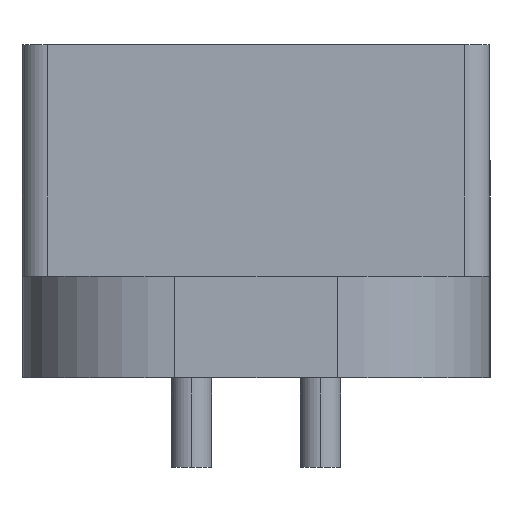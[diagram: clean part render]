
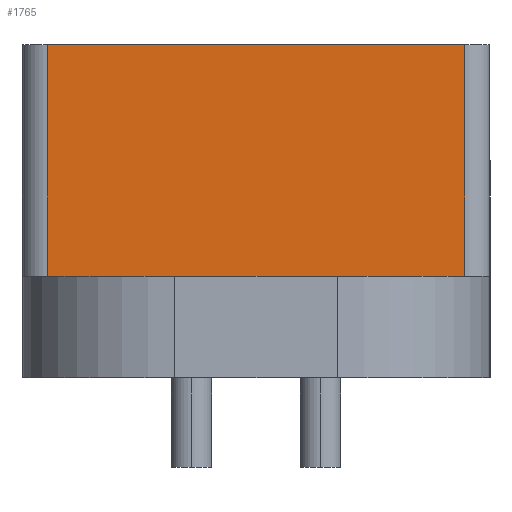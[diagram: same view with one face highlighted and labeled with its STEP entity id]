
A CAD part, left-side view. The second image highlights one B-rep face of the part: STEP entity #1765.
In plain terms, the highlighted planar face has unit normal (-1, 0, 0).
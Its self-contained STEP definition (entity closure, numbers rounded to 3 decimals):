
#8 = CARTESIAN_POINT ( 'NONE',  ( -14.75, -4.1, 2. ) ) ;
#37 = VECTOR ( 'NONE', #1818, 1000. ) ;
#114 = VERTEX_POINT ( 'NONE', #8 ) ;
#136 = EDGE_CURVE ( 'NONE', #381, #1076, #955, .T. ) ;
#180 = DIRECTION ( 'NONE',  ( 1., 0., 0. ) ) ;
#381 = VERTEX_POINT ( 'NONE', #919 ) ;
#586 = DIRECTION ( 'NONE',  ( 0., 0., -1. ) ) ;
#656 = CARTESIAN_POINT ( 'NONE',  ( -14.75, -4.1, 6.552 ) ) ;
#700 = VERTEX_POINT ( 'NONE', #2225 ) ;
#754 = ORIENTED_EDGE ( 'NONE', *, *, #2615, .T. ) ;
#867 = CARTESIAN_POINT ( 'NONE',  ( -14.75, 4.1, 6.552 ) ) ;
#894 = CARTESIAN_POINT ( 'NONE',  ( -14.75, -4.1, 6.552 ) ) ;
#919 = CARTESIAN_POINT ( 'NONE',  ( -14.75, 4.1, 6.552 ) ) ;
#931 = LINE ( 'NONE', #1808, #1520 ) ;
#955 = LINE ( 'NONE', #2488, #37 ) ;
#1074 = LINE ( 'NONE', #894, #2033 ) ;
#1076 = VERTEX_POINT ( 'NONE', #656 ) ;
#1169 = EDGE_CURVE ( 'NONE', #700, #114, #931, .T. ) ;
#1309 = ORIENTED_EDGE ( 'NONE', *, *, #136, .F. ) ;
#1367 = EDGE_CURVE ( 'NONE', #114, #1076, #1074, .T. ) ;
#1491 = VECTOR ( 'NONE', #586, 1000. ) ;
#1520 = VECTOR ( 'NONE', #2043, 1000. ) ;
#1603 = EDGE_LOOP ( 'NONE', ( #2346, #2032, #1309, #754 ) ) ;
#1762 = DIRECTION ( 'NONE',  ( 0., 0., 1. ) ) ;
#1765 = ADVANCED_FACE ( 'NONE', ( #1937 ), #2560, .F. ) ;
#1808 = CARTESIAN_POINT ( 'NONE',  ( -14.75, 4.6, 2. ) ) ;
#1818 = DIRECTION ( 'NONE',  ( 0., -1., 0. ) ) ;
#1937 = FACE_OUTER_BOUND ( 'NONE', #1603, .T. ) ;
#2032 = ORIENTED_EDGE ( 'NONE', *, *, #1367, .T. ) ;
#2033 = VECTOR ( 'NONE', #1762, 1000. ) ;
#2043 = DIRECTION ( 'NONE',  ( 0., -1., 0. ) ) ;
#2225 = CARTESIAN_POINT ( 'NONE',  ( -14.75, 4.1, 2. ) ) ;
#2346 = ORIENTED_EDGE ( 'NONE', *, *, #1169, .T. ) ;
#2347 = AXIS2_PLACEMENT_3D ( 'NONE', #2822, #180, #2572 ) ;
#2488 = CARTESIAN_POINT ( 'NONE',  ( -14.75, 4.6, 6.552 ) ) ;
#2560 = PLANE ( 'NONE',  #2347 ) ;
#2572 = DIRECTION ( 'NONE',  ( 0., 1., 0. ) ) ;
#2615 = EDGE_CURVE ( 'NONE', #381, #700, #2838, .T. ) ;
#2822 = CARTESIAN_POINT ( 'NONE',  ( -14.75, 4.6, 6.552 ) ) ;
#2838 = LINE ( 'NONE', #867, #1491 ) ;
